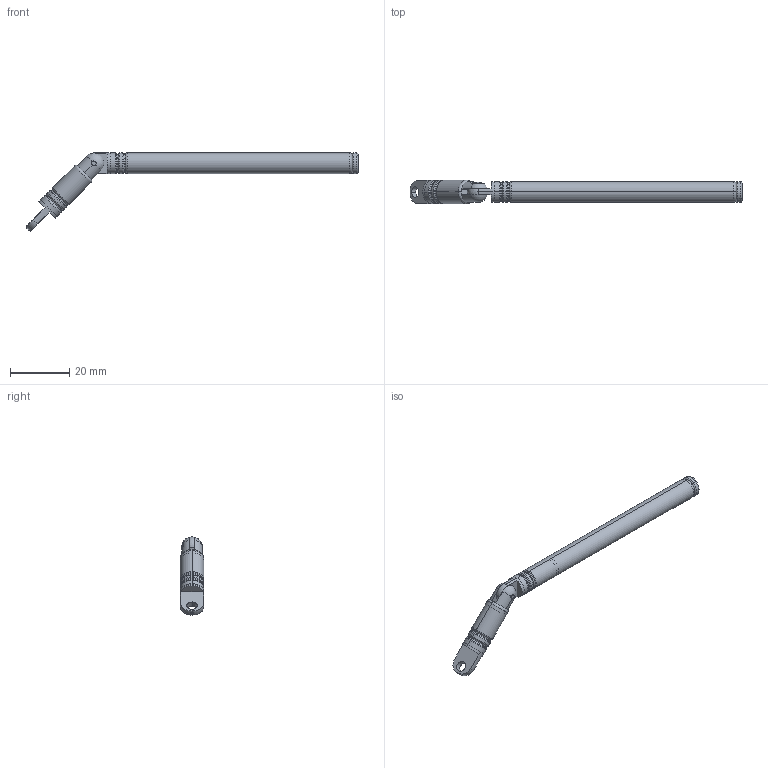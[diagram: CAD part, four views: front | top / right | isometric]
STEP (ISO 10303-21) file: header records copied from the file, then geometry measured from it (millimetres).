
FILE_DESCRIPTION (( 'STEP AP214' ), '1' );
FILE_NAME ('Telescopic antenna 85 - 370 mm - folded.STEP', '2017-10-03T11:43:18', ( '' ), ( '' ), 'SwSTEP 2.0', 'SolidWorks 2016', '' );
FILE_SCHEMA (( 'AUTOMOTIVE_DESIGN' ));
Length unit declared in the file: millimetre
Products named in the file (19): Screw; Turning segment_2; Turning segment_1; Segment 6; Segment 5; Segment 4; Segment 3; Segment 2; Base segment; Telescopic antenna 85 - 370 mm - folded; Screw_default
Assembly tree (9 placements, depth 2):
  Screw
  Turning segment_2
  Turning segment_1
  Segment 6
  Segment 5
Bounding box: 112.45 x 8 x 26.46 mm (x, y, z)
Volume: 1870 mm3; surface area: 12693.2 mm2
Topology: 11 solids, 11 shells, 234 faces, 510 edges, 302 vertices
Faces by surface type: cylinder 92, torus 70, plane 56, cone 10, sphere 6
Entity records: 7075 total; most frequent: DIRECTION 1330, CARTESIAN_POINT 1179, ORIENTED_EDGE 1004, AXIS2_PLACEMENT_3D 597, EDGE_CURVE 502, CIRCLE 350, VERTEX_POINT 298, EDGE_LOOP 262
